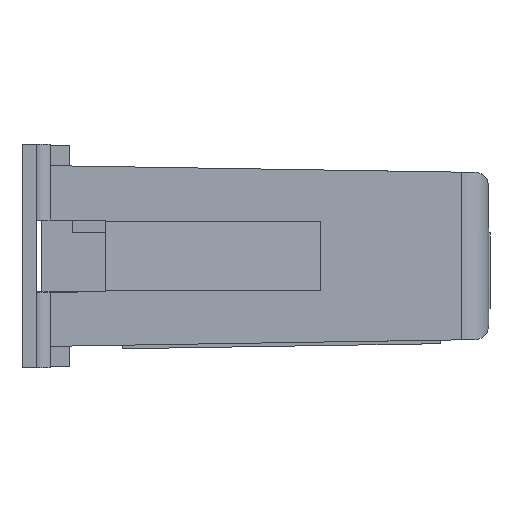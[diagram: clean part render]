
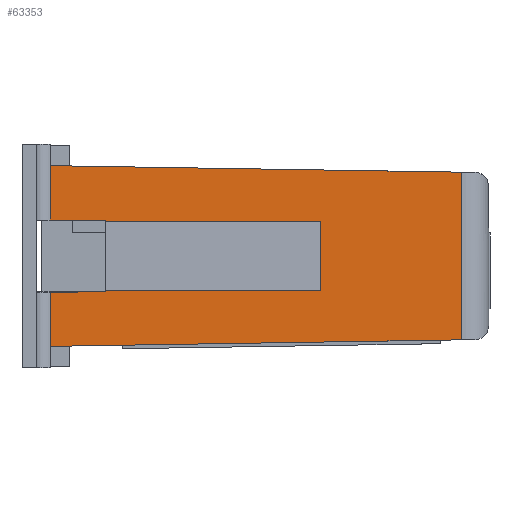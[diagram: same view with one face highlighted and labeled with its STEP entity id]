
A CAD part, left-side view. The second image highlights one B-rep face of the part: STEP entity #63353.
In plain terms, the highlighted planar face has unit normal (-1, -0.012, 0).
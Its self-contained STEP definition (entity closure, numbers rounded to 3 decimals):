
#161 = LINE ( 'NONE', #21700, #32871 ) ;
#590 = DIRECTION ( 'NONE',  ( 0.012, -1., 0. ) ) ;
#708 = VECTOR ( 'NONE', #11177, 1000. ) ;
#3327 = ORIENTED_EDGE ( 'NONE', *, *, #39112, .T. ) ;
#3414 = LINE ( 'NONE', #54327, #39268 ) ;
#4953 = VERTEX_POINT ( 'NONE', #15514 ) ;
#5856 = VERTEX_POINT ( 'NONE', #36729 ) ;
#6469 = EDGE_CURVE ( 'NONE', #71628, #17631, #49143, .T. ) ;
#6996 = VERTEX_POINT ( 'NONE', #38402 ) ;
#7652 = VERTEX_POINT ( 'NONE', #68433 ) ;
#9723 = CARTESIAN_POINT ( 'NONE',  ( -12.075, 0.032, 14.026 ) ) ;
#10812 = EDGE_CURVE ( 'NONE', #6996, #5856, #61642, .T. ) ;
#11177 = DIRECTION ( 'NONE',  ( 0., 0., -1. ) ) ;
#12612 = CARTESIAN_POINT ( 'NONE',  ( -12.402, 27.534, 16.05 ) ) ;
#12848 = CARTESIAN_POINT ( 'NONE',  ( -12.45, 31.532, 10.615 ) ) ;
#14038 = LINE ( 'NONE', #94287, #31272 ) ;
#14201 = VERTEX_POINT ( 'NONE', #31152 ) ;
#14853 = EDGE_CURVE ( 'NONE', #17631, #92214, #161, .T. ) ;
#15514 = CARTESIAN_POINT ( 'NONE',  ( -12.099, 1.976, 1.994 ) ) ;
#17464 = VECTOR ( 'NONE', #69336, 1000. ) ;
#17631 = VERTEX_POINT ( 'NONE', #38490 ) ;
#18425 = VECTOR ( 'NONE', #69930, 1000. ) ;
#20763 = DIRECTION ( 'NONE',  ( 0., 0., 1. ) ) ;
#20817 = AXIS2_PLACEMENT_3D ( 'NONE', #80423, #79949, #42928 ) ;
#21365 = ORIENTED_EDGE ( 'NONE', *, *, #70352, .T. ) ;
#21700 = CARTESIAN_POINT ( 'NONE',  ( -12.402, 27.534, 10.525 ) ) ;
#21785 = ORIENTED_EDGE ( 'NONE', *, *, #77500, .T. ) ;
#26042 = ORIENTED_EDGE ( 'NONE', *, *, #54434, .T. ) ;
#26860 = ORIENTED_EDGE ( 'NONE', *, *, #6469, .T. ) ;
#27030 = FACE_OUTER_BOUND ( 'NONE', #70459, .T. ) ;
#29374 = ORIENTED_EDGE ( 'NONE', *, *, #83401, .T. ) ;
#29480 = CARTESIAN_POINT ( 'NONE',  ( -12.075, 0., 5.435 ) ) ;
#30000 = ORIENTED_EDGE ( 'NONE', *, *, #66387, .T. ) ;
#30459 = CARTESIAN_POINT ( 'NONE',  ( -12.45, 31.532, 1.525 ) ) ;
#31152 = CARTESIAN_POINT ( 'NONE',  ( -12.099, 1.976, 14.056 ) ) ;
#31272 = VECTOR ( 'NONE', #590, 1000. ) ;
#32871 = VECTOR ( 'NONE', #79941, 1000. ) ;
#32889 = CARTESIAN_POINT ( 'NONE',  ( -12.218, 12.065, 10.525 ) ) ;
#33588 = ORIENTED_EDGE ( 'NONE', *, *, #10812, .T. ) ;
#35522 = VECTOR ( 'NONE', #80246, 1000. ) ;
#36729 = CARTESIAN_POINT ( 'NONE',  ( -12.402, 27.534, 5.435 ) ) ;
#37079 = EDGE_CURVE ( 'NONE', #4953, #14201, #64557, .T. ) ;
#38164 = DIRECTION ( 'NONE',  ( -0.012, 1., 0. ) ) ;
#38402 = CARTESIAN_POINT ( 'NONE',  ( -12.402, 27.534, 5.525 ) ) ;
#38490 = CARTESIAN_POINT ( 'NONE',  ( -12.402, 27.534, 10.525 ) ) ;
#39112 = EDGE_CURVE ( 'NONE', #7652, #60962, #58299, .T. ) ;
#39268 = VECTOR ( 'NONE', #55297, 1000. ) ;
#41086 = ORIENTED_EDGE ( 'NONE', *, *, #37079, .T. ) ;
#42928 = DIRECTION ( 'NONE',  ( -0.012, 1., 0. ) ) ;
#44355 = DIRECTION ( 'NONE',  ( 0., 0., -1. ) ) ;
#47036 = ORIENTED_EDGE ( 'NONE', *, *, #82623, .F. ) ;
#47181 = EDGE_CURVE ( 'NONE', #14201, #7652, #82806, .T. ) ;
#47815 = LINE ( 'NONE', #32889, #18425 ) ;
#49140 = CARTESIAN_POINT ( 'NONE',  ( -12.218, 12.065, 5.525 ) ) ;
#49143 = LINE ( 'NONE', #12612, #708 ) ;
#49377 = VERTEX_POINT ( 'NONE', #30459 ) ;
#49635 = CARTESIAN_POINT ( 'NONE',  ( -12.218, 12.065, 10.525 ) ) ;
#50799 = VERTEX_POINT ( 'NONE', #59843 ) ;
#52486 = CARTESIAN_POINT ( 'NONE',  ( -12.45, 31.532, 16.05 ) ) ;
#54327 = CARTESIAN_POINT ( 'NONE',  ( -12.45, 31.532, 16.05 ) ) ;
#54434 = EDGE_CURVE ( 'NONE', #60962, #71628, #14038, .T. ) ;
#55297 = DIRECTION ( 'NONE',  ( 0., 0., -1. ) ) ;
#57343 = PLANE ( 'NONE',  #20817 ) ;
#57862 = VECTOR ( 'NONE', #90866, 1000. ) ;
#58299 = LINE ( 'NONE', #52486, #71585 ) ;
#59665 = LINE ( 'NONE', #61547, #57862 ) ;
#59843 = CARTESIAN_POINT ( 'NONE',  ( -12.45, 31.532, 5.435 ) ) ;
#59893 = VECTOR ( 'NONE', #38164, 1000. ) ;
#60962 = VERTEX_POINT ( 'NONE', #12848 ) ;
#61547 = CARTESIAN_POINT ( 'NONE',  ( -12.072, -0.222, 2.029 ) ) ;
#61642 = LINE ( 'NONE', #83736, #17464 ) ;
#63353 = ADVANCED_FACE ( 'NONE', ( #27030 ), #57343, .F. ) ;
#64082 = VECTOR ( 'NONE', #90495, 1000. ) ;
#64557 = LINE ( 'NONE', #86671, #80822 ) ;
#65317 = CARTESIAN_POINT ( 'NONE',  ( -12.402, 27.534, 5.525 ) ) ;
#66387 = EDGE_CURVE ( 'NONE', #49377, #4953, #59665, .T. ) ;
#66509 = CARTESIAN_POINT ( 'NONE',  ( -12.402, 27.534, 10.615 ) ) ;
#68330 = ORIENTED_EDGE ( 'NONE', *, *, #47181, .T. ) ;
#68433 = CARTESIAN_POINT ( 'NONE',  ( -12.45, 31.532, 14.525 ) ) ;
#69336 = DIRECTION ( 'NONE',  ( 0., 0., -1. ) ) ;
#69930 = DIRECTION ( 'NONE',  ( 0., 0., -1. ) ) ;
#70352 = EDGE_CURVE ( 'NONE', #92214, #71802, #47815, .T. ) ;
#70459 = EDGE_LOOP ( 'NONE', ( #30000, #41086, #68330, #3327, #26042, #26860, #84038, #21365, #47036, #33588, #29374, #21785 ) ) ;
#71585 = VECTOR ( 'NONE', #44355, 1000. ) ;
#71628 = VERTEX_POINT ( 'NONE', #66509 ) ;
#71802 = VERTEX_POINT ( 'NONE', #49140 ) ;
#77500 = EDGE_CURVE ( 'NONE', #50799, #49377, #3414, .T. ) ;
#79941 = DIRECTION ( 'NONE',  ( 0.012, -1., 0. ) ) ;
#79949 = DIRECTION ( 'NONE',  ( 1., 0.012, 0. ) ) ;
#80246 = DIRECTION ( 'NONE',  ( 0.012, -1., 0. ) ) ;
#80423 = CARTESIAN_POINT ( 'NONE',  ( -12.075, 0., 16.05 ) ) ;
#80822 = VECTOR ( 'NONE', #20763, 1000. ) ;
#81923 = LINE ( 'NONE', #29480, #59893 ) ;
#82623 = EDGE_CURVE ( 'NONE', #6996, #71802, #86493, .T. ) ;
#82806 = LINE ( 'NONE', #9723, #64082 ) ;
#83401 = EDGE_CURVE ( 'NONE', #5856, #50799, #81923, .T. ) ;
#83736 = CARTESIAN_POINT ( 'NONE',  ( -12.402, 27.534, 16.05 ) ) ;
#84038 = ORIENTED_EDGE ( 'NONE', *, *, #14853, .T. ) ;
#86493 = LINE ( 'NONE', #65317, #35522 ) ;
#86671 = CARTESIAN_POINT ( 'NONE',  ( -12.099, 1.976, 16.05 ) ) ;
#90495 = DIRECTION ( 'NONE',  ( -0.012, 1., 0.016 ) ) ;
#90866 = DIRECTION ( 'NONE',  ( 0.012, -1., 0.016 ) ) ;
#92214 = VERTEX_POINT ( 'NONE', #49635 ) ;
#94287 = CARTESIAN_POINT ( 'NONE',  ( -12.075, 0., 10.615 ) ) ;
